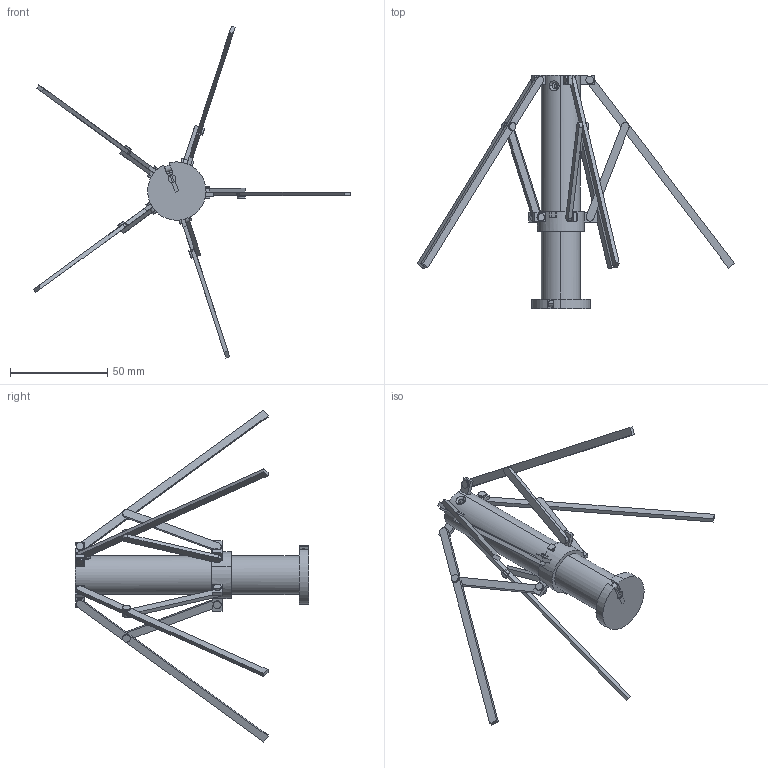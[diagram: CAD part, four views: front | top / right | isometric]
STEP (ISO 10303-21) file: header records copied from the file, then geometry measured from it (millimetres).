
FILE_DESCRIPTION (( 'STEP AP214' ), '1' );
FILE_NAME ('parasol_ass_treuille_V1_model.STEP', '2015-12-27T09:21:46', ( '' ), ( '' ), 'SwSTEP 2.0', 'SolidWorks 2014', '' );
FILE_SCHEMA (( 'AUTOMOTIVE_DESIGN' ));
Length unit declared in the file: millimetre
Products named in the file (5): parasol_ass_treuille_V1_model; parasol_tige_40mm_model_V1; parasol_base__treuille_model_V1; parasol_baleine_80mm_model_V1; parasol_bague__treuille_model_V1
Assembly tree (12 placements, depth 2):
  parasol_ass_treuille_V1_model
    parasol_base__treuille_model_V1
    parasol_baleine_80mm_model_V1  x5
    parasol_tige_40mm_model_V1  x5
    parasol_bague__treuille_model_V1
Bounding box: 163.1 x 120 x 170.56 mm (x, y, z)
Volume: 47302.4 mm3; surface area: 24553.1 mm2
Topology: 12 solids, 12 shells, 373 faces, 942 edges, 628 vertices
Faces by surface type: plane 193, cylinder 178, bspline 2
Entity records: 8003 total; most frequent: CARTESIAN_POINT 1706, DIRECTION 1331, ORIENTED_EDGE 1260, EDGE_CURVE 630, AXIS2_PLACEMENT_3D 479, VERTEX_POINT 420, LINE 373, VECTOR 373
